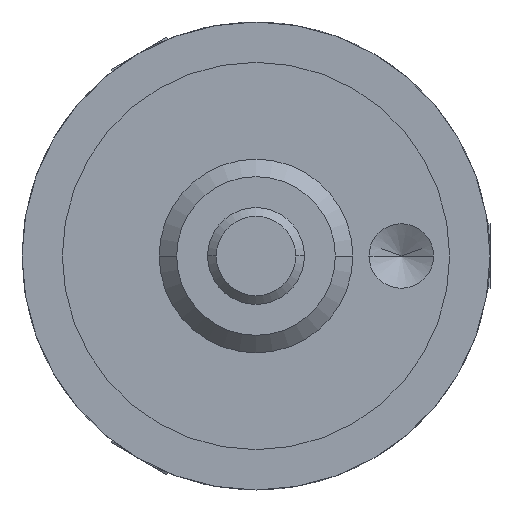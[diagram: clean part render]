
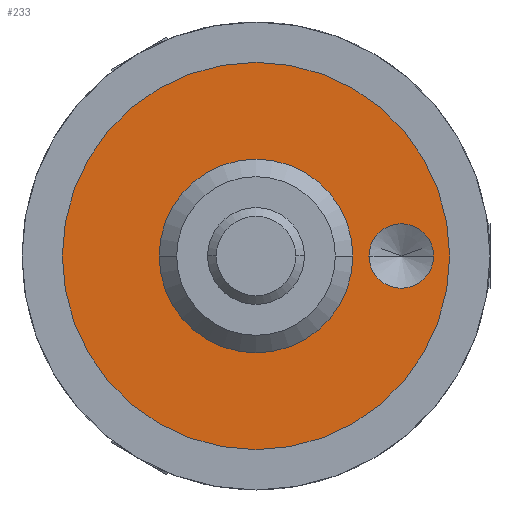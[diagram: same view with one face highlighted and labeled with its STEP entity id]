
A CAD part, front view. The second image highlights one B-rep face of the part: STEP entity #233.
In plain terms, the highlighted planar face has unit normal (0, -1, 0).
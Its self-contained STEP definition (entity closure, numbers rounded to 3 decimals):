
#233=ADVANCED_FACE('',(#515,#516,#517),#518,.T.);
#515=FACE_BOUND('',#872,.T.);
#516=FACE_BOUND('',#873,.T.);
#517=FACE_OUTER_BOUND('',#874,.T.);
#518=PLANE('',#875);
#872=EDGE_LOOP('',(#1416,#1417));
#873=EDGE_LOOP('',(#1418,#1419));
#874=EDGE_LOOP('',(#1420,#1421));
#875=AXIS2_PLACEMENT_3D('',#1422,#1423,#1424);
#1416=ORIENTED_EDGE('',*,*,#2096,.T.);
#1417=ORIENTED_EDGE('',*,*,#2028,.T.);
#1418=ORIENTED_EDGE('',*,*,#2105,.T.);
#1419=ORIENTED_EDGE('',*,*,#2003,.T.);
#1420=ORIENTED_EDGE('',*,*,#1998,.F.);
#1421=ORIENTED_EDGE('',*,*,#2108,.F.);
#1422=CARTESIAN_POINT('',(3.0,0.0,0.0));
#1423=DIRECTION('',(-0.0,-1.0,-0.0));
#1424=DIRECTION('',(-1.0,0.0,0.0));
#1998=EDGE_CURVE('',#2350,#2353,#2354,.T.);
#2003=EDGE_CURVE('',#2362,#2359,#2363,.T.);
#2028=EDGE_CURVE('',#2395,#2398,#2400,.T.);
#2096=EDGE_CURVE('',#2398,#2395,#2496,.T.);
#2105=EDGE_CURVE('',#2359,#2362,#2505,.T.);
#2108=EDGE_CURVE('',#2353,#2350,#2508,.T.);
#2350=VERTEX_POINT('',#2847);
#2353=VERTEX_POINT('',#2851);
#2354=CIRCLE('',#2852,6.0);
#2359=VERTEX_POINT('',#2858);
#2362=VERTEX_POINT('',#2862);
#2363=CIRCLE('',#2863,2.459);
#2395=VERTEX_POINT('',#2904);
#2398=VERTEX_POINT('',#2908);
#2400=CIRCLE('',#2911,1.0);
#2496=CIRCLE('',#3083,1.0);
#2505=CIRCLE('',#3092,2.459);
#2508=CIRCLE('',#3095,6.0);
#2847=CARTESIAN_POINT('',(6.0,0.0,0.0));
#2851=CARTESIAN_POINT('',(-6.0,0.0,0.));
#2852=AXIS2_PLACEMENT_3D('',#4038,#4039,#4040);
#2858=CARTESIAN_POINT('',(2.459,0.0,0.0));
#2862=CARTESIAN_POINT('',(-2.459,0.0,0.));
#2863=AXIS2_PLACEMENT_3D('',#4046,#4047,#4048);
#2904=CARTESIAN_POINT('',(3.5,0.0,0.));
#2908=CARTESIAN_POINT('',(5.5,0.,0.));
#2911=AXIS2_PLACEMENT_3D('',#4084,#4085,#4086);
#3083=AXIS2_PLACEMENT_3D('',#4169,#4170,#4171);
#3092=AXIS2_PLACEMENT_3D('',#4178,#4179,#4180);
#3095=AXIS2_PLACEMENT_3D('',#4184,#4185,#4186);
#4038=CARTESIAN_POINT('',(0.0,0.0,0.0));
#4039=DIRECTION('',(-0.0,1.0,0.0));
#4040=DIRECTION('',(1.0,0.0,0.0));
#4046=CARTESIAN_POINT('',(0.0,0.0,0.0));
#4047=DIRECTION('',(-0.0,1.0,0.0));
#4048=DIRECTION('',(1.0,0.0,0.0));
#4084=CARTESIAN_POINT('',(4.5,0.,0.0));
#4085=DIRECTION('',(0.0,1.0,0.0));
#4086=DIRECTION('',(-1.0,0.0,0.0));
#4169=CARTESIAN_POINT('',(4.5,0.,0.0));
#4170=DIRECTION('',(0.0,1.0,0.0));
#4171=DIRECTION('',(-1.0,0.0,0.0));
#4178=CARTESIAN_POINT('',(0.0,0.0,0.0));
#4179=DIRECTION('',(-0.0,1.0,0.0));
#4180=DIRECTION('',(1.0,0.0,0.0));
#4184=CARTESIAN_POINT('',(0.0,0.0,0.0));
#4185=DIRECTION('',(-0.0,1.0,0.0));
#4186=DIRECTION('',(1.0,0.0,0.0));
